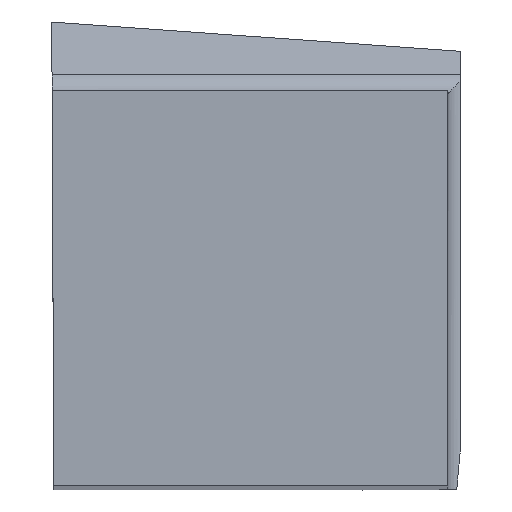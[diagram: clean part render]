
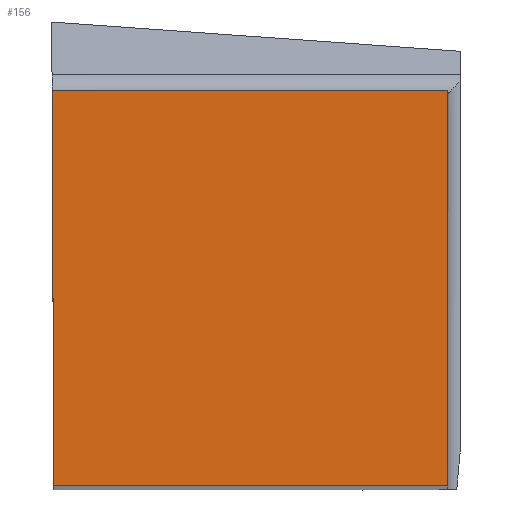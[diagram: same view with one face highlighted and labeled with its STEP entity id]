
A CAD part, top view. The second image highlights one B-rep face of the part: STEP entity #156.
In plain terms, the highlighted planar face has unit normal (0, 0, 1).
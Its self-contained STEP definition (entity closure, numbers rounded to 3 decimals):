
#125=FACE_OUTER_BOUND('',#340,.T.);
#156=ADVANCED_FACE('SHANK_FACE_BACK',(#125),#182,.F.);
#182=PLANE('',#776);
#236=LINE('',#1186,#294);
#238=LINE('',#1189,#296);
#240=LINE('',#1193,#298);
#241=LINE('',#1195,#299);
#294=VECTOR('',#926,1.);
#296=VECTOR('',#930,1.);
#298=VECTOR('',#934,1.);
#299=VECTOR('',#935,1.);
#340=EDGE_LOOP('',(#464,#465,#466,#467));
#464=ORIENTED_EDGE('',*,*,#637,.F.);
#465=ORIENTED_EDGE('',*,*,#635,.T.);
#466=ORIENTED_EDGE('',*,*,#639,.T.);
#467=ORIENTED_EDGE('',*,*,#640,.F.);
#562=VERTEX_POINT('',#1182);
#563=VERTEX_POINT('',#1185);
#564=VERTEX_POINT('',#1190);
#565=VERTEX_POINT('',#1194);
#635=EDGE_CURVE('',#562,#563,#236,.T.);
#637=EDGE_CURVE('',#562,#564,#238,.T.);
#639=EDGE_CURVE('',#563,#565,#240,.T.);
#640=EDGE_CURVE('',#564,#565,#241,.T.);
#776=AXIS2_PLACEMENT_3D('',#1196,#936,#937);
#926=DIRECTION('',(1.,0.,0.));
#930=DIRECTION('',(-0.004,1.,0.));
#934=DIRECTION('',(0.,1.,0.));
#935=DIRECTION('',(1.,0.,0.));
#936=DIRECTION('',(0.,0.,-1.));
#937=DIRECTION('',(-0.997,0.074,0.));
#1182=CARTESIAN_POINT('',(0.109,0.,0.));
#1185=CARTESIAN_POINT('',(24.875,0.,0.));
#1186=CARTESIAN_POINT('',(-6.744,0.,0.));
#1189=CARTESIAN_POINT('',(0.808,-160.194,0.));
#1190=CARTESIAN_POINT('',(0.,24.875,0.));
#1193=CARTESIAN_POINT('',(24.875,-6.744,0.));
#1194=CARTESIAN_POINT('',(24.875,24.875,0.));
#1195=CARTESIAN_POINT('',(-6.744,24.875,0.));
#1196=CARTESIAN_POINT('',(0.,0.,0.));
